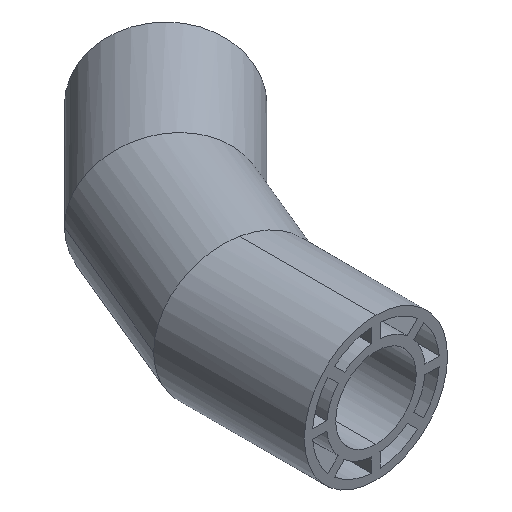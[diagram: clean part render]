
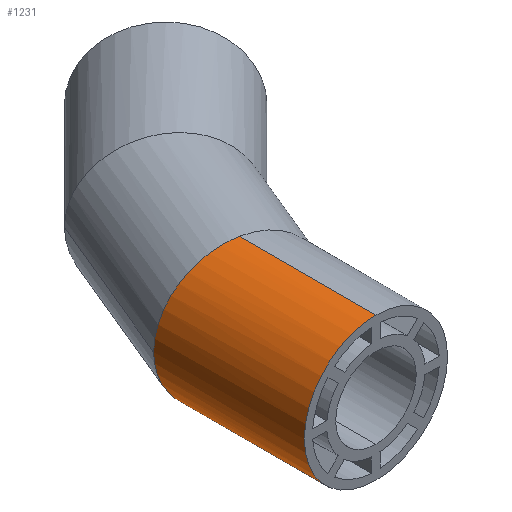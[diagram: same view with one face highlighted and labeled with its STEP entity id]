
A CAD part, isometric view. The second image highlights one B-rep face of the part: STEP entity #1231.
In plain terms, the highlighted cylindrical face has radius 80.01 mm (diameter 160.02 mm), a partial arc.
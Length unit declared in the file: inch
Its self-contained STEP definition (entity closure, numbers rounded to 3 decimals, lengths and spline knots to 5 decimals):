
#93 = DIRECTION ( 'NONE',  ( 0., -1., 0. ) ) ;
#112 = LINE ( 'NONE', #2202, #119 ) ;
#119 = VECTOR ( 'NONE', #2028, 39.37008 ) ;
#140 = EDGE_CURVE ( 'NONE', #752, #1159, #2699, .T. ) ;
#320 = CARTESIAN_POINT ( 'NONE',  ( 0., 14.90955, 0. ) ) ;
#522 = CARTESIAN_POINT ( 'NONE',  ( 0., 0., -3.15 ) ) ;
#581 = CARTESIAN_POINT ( 'NONE',  ( 0., 6., 3.15 ) ) ;
#586 = CIRCLE ( 'NONE', #1874, 3.15 ) ;
#752 = VERTEX_POINT ( 'NONE', #2773 ) ;
#781 = VERTEX_POINT ( 'NONE', #522 ) ;
#949 = EDGE_LOOP ( 'NONE', ( #1404, #1476, #1328, #1505, #1407 ) ) ;
#1159 = VERTEX_POINT ( 'NONE', #581 ) ;
#1182 = DIRECTION ( 'NONE',  ( 0., 0., -1. ) ) ;
#1231 = ADVANCED_FACE ( 'NONE', ( #1368 ), #2453, .T. ) ;
#1261 = VECTOR ( 'NONE', #1465, 39.37008 ) ;
#1264 = LINE ( 'NONE', #2723, #1261 ) ;
#1269 = EDGE_CURVE ( 'NONE', #1159, #1334, #1264, .T. ) ;
#1304 = CARTESIAN_POINT ( 'NONE',  ( -3.15, 6.62657, 1.84523 ) ) ;
#1328 = ORIENTED_EDGE ( 'NONE', *, *, #2679, .F. ) ;
#1334 = VERTEX_POINT ( 'NONE', #1620 ) ;
#1348 = CARTESIAN_POINT ( 'NONE',  ( 0., 0., 0. ) ) ;
#1356 = DIRECTION ( 'NONE',  ( 0., 1., 0. ) ) ;
#1360 = DIRECTION ( 'NONE',  ( 0., 0., 1. ) ) ;
#1368 = FACE_OUTER_BOUND ( 'NONE', #949, .T. ) ;
#1395 = CARTESIAN_POINT ( 'NONE',  ( 0., 6., -3.15 ) ) ;
#1404 = ORIENTED_EDGE ( 'NONE', *, *, #1269, .F. ) ;
#1407 = ORIENTED_EDGE ( 'NONE', *, *, #1667, .T. ) ;
#1465 = DIRECTION ( 'NONE',  ( 0., -1., 0. ) ) ;
#1474 = CARTESIAN_POINT ( 'NONE',  ( 0., 6., -3.15 ) ) ;
#1476 = ORIENTED_EDGE ( 'NONE', *, *, #140, .F. ) ;
#1505 = ORIENTED_EDGE ( 'NONE', *, *, #1560, .T. ) ;
#1560 = EDGE_CURVE ( 'NONE', #2663, #781, #112, .T. ) ;
#1620 = CARTESIAN_POINT ( 'NONE',  ( 0., 0., 3.15 ) ) ;
#1667 = EDGE_CURVE ( 'NONE', #781, #1334, #586, .T. ) ;
#1672 =( BOUNDED_CURVE ( )  B_SPLINE_CURVE ( 3, ( #1474, #1675, #1753, #1738 ),
 .UNSPECIFIED., .F., .T. ) 
 B_SPLINE_CURVE_WITH_KNOTS ( ( 4, 4 ),
 ( 1.5708, 3.14159 ),
 .UNSPECIFIED. ) 
 CURVE ( )  GEOMETRIC_REPRESENTATION_ITEM ( )  RATIONAL_B_SPLINE_CURVE ( ( 1., 0.805, 0.805, 1. ) ) 
 REPRESENTATION_ITEM ( '' )  );
#1675 = CARTESIAN_POINT ( 'NONE',  ( -1.84523, 6.36704, -3.15 ) ) ;
#1738 = CARTESIAN_POINT ( 'NONE',  ( -3.15, 6.62657, 0. ) ) ;
#1753 = CARTESIAN_POINT ( 'NONE',  ( -3.15, 6.62657, -1.84523 ) ) ;
#1818 = CARTESIAN_POINT ( 'NONE',  ( 0., 6., 3.15 ) ) ;
#1874 = AXIS2_PLACEMENT_3D ( 'NONE', #1348, #1356, #1360 ) ;
#2028 = DIRECTION ( 'NONE',  ( 0., -1., 0. ) ) ;
#2202 = CARTESIAN_POINT ( 'NONE',  ( 0., 14.90955, -3.15 ) ) ;
#2442 = AXIS2_PLACEMENT_3D ( 'NONE', #320, #93, #1182 ) ;
#2453 = CYLINDRICAL_SURFACE ( 'NONE', #2442, 3.15 ) ;
#2466 = CARTESIAN_POINT ( 'NONE',  ( -1.84523, 6.36704, 3.15 ) ) ;
#2532 = CARTESIAN_POINT ( 'NONE',  ( -3.15, 6.62657, 0. ) ) ;
#2663 = VERTEX_POINT ( 'NONE', #1395 ) ;
#2679 = EDGE_CURVE ( 'NONE', #2663, #752, #1672, .T. ) ;
#2699 =( BOUNDED_CURVE ( )  B_SPLINE_CURVE ( 3, ( #2532, #1304, #2466, #1818 ),
 .UNSPECIFIED., .F., .F. ) 
 B_SPLINE_CURVE_WITH_KNOTS ( ( 4, 4 ),
 ( 3.14159, 4.71239 ),
 .UNSPECIFIED. ) 
 CURVE ( )  GEOMETRIC_REPRESENTATION_ITEM ( )  RATIONAL_B_SPLINE_CURVE ( ( 1., 0.805, 0.805, 1. ) ) 
 REPRESENTATION_ITEM ( '' )  );
#2723 = CARTESIAN_POINT ( 'NONE',  ( 0., 14.90955, 3.15 ) ) ;
#2773 = CARTESIAN_POINT ( 'NONE',  ( -3.15, 6.62657, 0. ) ) ;
